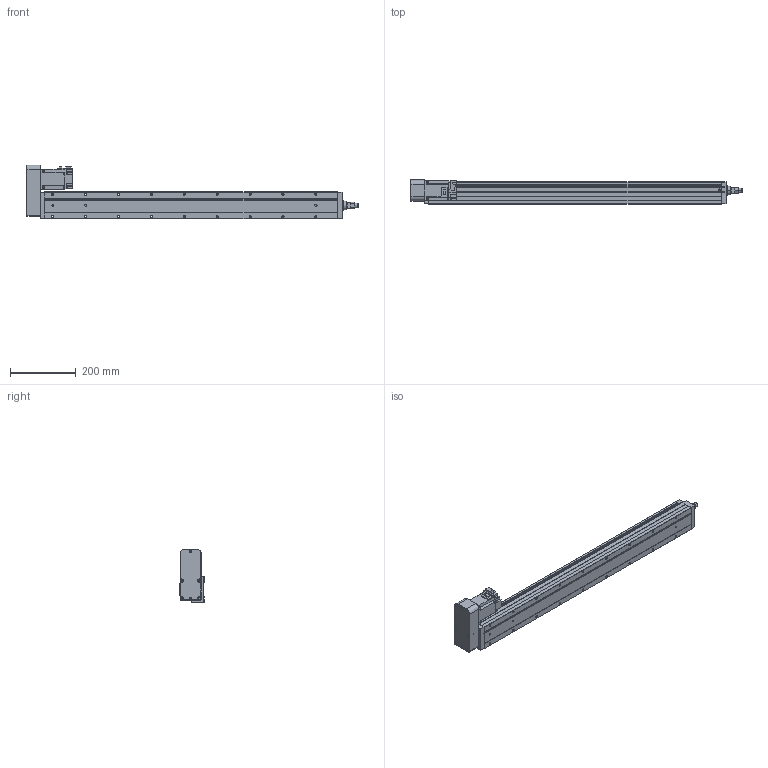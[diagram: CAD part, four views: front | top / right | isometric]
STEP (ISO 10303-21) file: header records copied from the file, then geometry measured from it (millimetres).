
FILE_DESCRIPTION (( 'STEP AP214' ), '1' );
FILE_NAME ('ETU08BL-16XLD-0700-XXXX.STEP', '2025-02-28T14:53:33', ( '' ), ( '' ), 'SwSTEP 2.0', 'SolidWorks 2022', '' );
FILE_SCHEMA (( 'AUTOMOTIVE_DESIGN' ));
Length unit declared in the file: millimetre
Products named in the file (10): ETU08-700BODY3; ETU08BL-16XLD-0700-XXXX; FANG STICKER; ETU08-700MOTOR; ETU08-700BODY1; ETU08-700BODY2; ETU08-700ROD; ETU08-700NUT; ETU08-700BODY0; ETU08-700SENSOR
Assembly tree (10 placements, depth 2):
  ETU08BL-16XLD-0700-XXXX
    ETU08-700BODY0
    ETU08-700BODY1
    ETU08-700BODY2
    ETU08-700BODY3
    ETU08-700MOTOR
    ETU08-700ROD
    ETU08-700NUT
    ETU08-700SENSOR  x2
    FANG STICKER
Bounding box: 1009 x 74.3 x 163.8 mm (x, y, z)
Volume: 4812342.8 mm3; surface area: 569016 mm2
Topology: 10 solids, 10 shells, 941 faces, 2387 edges, 1538 vertices
Faces by surface type: plane 598, cylinder 223, cone 112, torus 8
Entity records: 28389 total; most frequent: CARTESIAN_POINT 4981, DIRECTION 4797, ORIENTED_EDGE 4698, EDGE_CURVE 2349, VECTOR 1745, LINE 1745, AXIS2_PLACEMENT_3D 1526, VERTEX_POINT 1518
